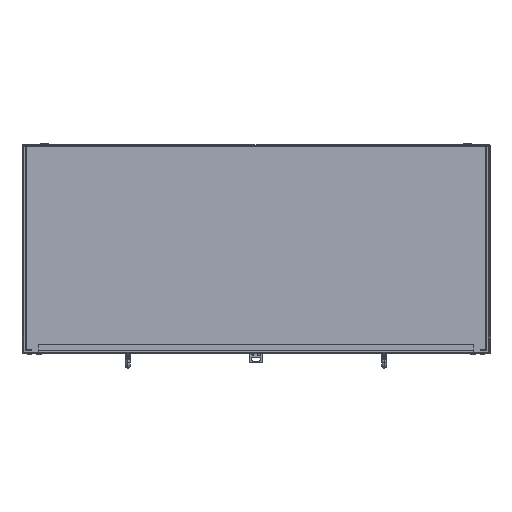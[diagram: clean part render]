
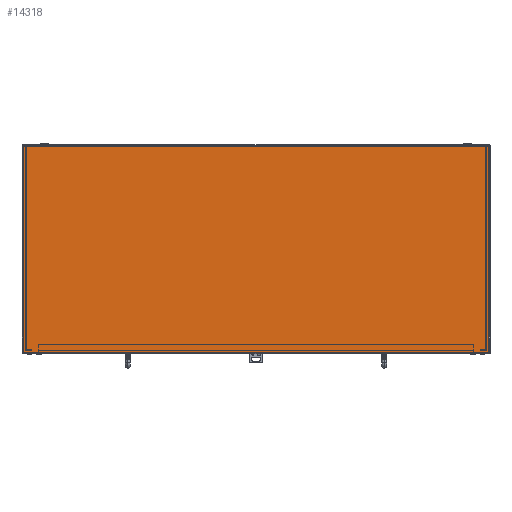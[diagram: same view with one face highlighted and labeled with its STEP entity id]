
A CAD part, top view. The second image highlights one B-rep face of the part: STEP entity #14318.
In plain terms, the highlighted planar face has unit normal (0, 0, 1).
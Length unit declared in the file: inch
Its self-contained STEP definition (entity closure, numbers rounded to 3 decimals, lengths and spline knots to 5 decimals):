
#12 = CARTESIAN_POINT ( 'NONE',  ( -18.1515, -16.142, 24.072 ) ) ;
#314 = CARTESIAN_POINT ( 'NONE',  ( 18.1515, -16.142, 24.072 ) ) ;
#2611 = LINE ( 'NONE', #15338, #8141 ) ;
#3955 = CARTESIAN_POINT ( 'NONE',  ( 18.1515, -0.036, 24.072 ) ) ;
#4074 = FACE_OUTER_BOUND ( 'NONE', #16373, .T. ) ;
#4320 = DIRECTION ( 'NONE',  ( -1., 0., 0. ) ) ;
#5591 = DIRECTION ( 'NONE',  ( 0., 0., 1. ) ) ;
#7438 = EDGE_CURVE ( 'NONE', #22760, #10529, #2611, .T. ) ;
#7649 = LINE ( 'NONE', #19894, #22593 ) ;
#8141 = VECTOR ( 'NONE', #15451, 39.37008 ) ;
#8182 = ORIENTED_EDGE ( 'NONE', *, *, #7438, .F. ) ;
#8255 = VERTEX_POINT ( 'NONE', #314 ) ;
#9400 = CARTESIAN_POINT ( 'NONE',  ( -18.1515, -0.036, 24.072 ) ) ;
#9696 = CARTESIAN_POINT ( 'NONE',  ( 18.1515, -16.142, 24.072 ) ) ;
#10529 = VERTEX_POINT ( 'NONE', #9400 ) ;
#10548 = EDGE_CURVE ( 'NONE', #10529, #11022, #7649, .T. ) ;
#11022 = VERTEX_POINT ( 'NONE', #18811 ) ;
#11078 = PLANE ( 'NONE',  #21291 ) ;
#13343 = ORIENTED_EDGE ( 'NONE', *, *, #16769, .F. ) ;
#14121 = DIRECTION ( 'NONE',  ( 0., -1., 0. ) ) ;
#14318 = ADVANCED_FACE ( 'NONE', ( #4074 ), #11078, .T. ) ;
#14759 = DIRECTION ( 'NONE',  ( 1., 0., 0. ) ) ;
#15338 = CARTESIAN_POINT ( 'NONE',  ( -18.1515, -16.142, 24.072 ) ) ;
#15451 = DIRECTION ( 'NONE',  ( 0., 1., 0. ) ) ;
#15800 = VECTOR ( 'NONE', #14121, 39.37008 ) ;
#16325 = DIRECTION ( 'NONE',  ( -1., 0., 0. ) ) ;
#16373 = EDGE_LOOP ( 'NONE', ( #8182, #22532, #13343, #20688 ) ) ;
#16573 = LINE ( 'NONE', #9696, #21685 ) ;
#16769 = EDGE_CURVE ( 'NONE', #11022, #8255, #17618, .T. ) ;
#17618 = LINE ( 'NONE', #17949, #15800 ) ;
#17949 = CARTESIAN_POINT ( 'NONE',  ( 18.1515, -0.036, 24.072 ) ) ;
#18811 = CARTESIAN_POINT ( 'NONE',  ( 18.1515, -0.036, 24.072 ) ) ;
#19894 = CARTESIAN_POINT ( 'NONE',  ( -18.1515, -0.036, 24.072 ) ) ;
#20688 = ORIENTED_EDGE ( 'NONE', *, *, #10548, .F. ) ;
#21291 = AXIS2_PLACEMENT_3D ( 'NONE', #3955, #5591, #16325 ) ;
#21685 = VECTOR ( 'NONE', #4320, 39.37008 ) ;
#22532 = ORIENTED_EDGE ( 'NONE', *, *, #22884, .F. ) ;
#22593 = VECTOR ( 'NONE', #14759, 39.37008 ) ;
#22760 = VERTEX_POINT ( 'NONE', #12 ) ;
#22884 = EDGE_CURVE ( 'NONE', #8255, #22760, #16573, .T. ) ;
